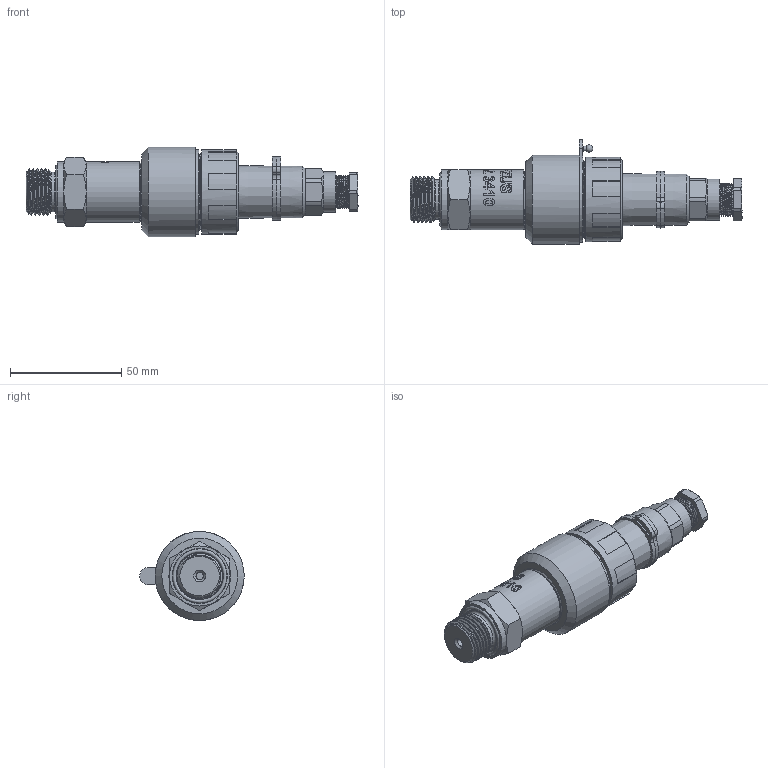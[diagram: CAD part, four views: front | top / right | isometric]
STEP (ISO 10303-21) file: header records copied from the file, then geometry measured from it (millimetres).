
FILE_DESCRIPTION(/* description */ (''),/* implementation_level */ '2;1');
FILE_NAME(/* name */ 'APZ3410_3_Buccaneer.step',/* time_stamp */ '2021-06-25T13:19:02+03:00',/* author */ (''),/* organization */ (''),/* preprocessor_version */ 'ST-DEVELOPER v18.1',/* originating_system */ 'Autodesk Translation Framework v10.9.0.1377',/* authorisation */ '');
FILE_SCHEMA (('AUTOMOTIVE_DESIGN { 1 0 10303 214 3 1 1 }'));
Length unit declared in the file: millimetre
Products named in the file (9): апз3410_filled; Buccaneer assembly v5; Bucaneer female v5; px0736-s; px0736-s_2; Bucaneer male v11; px0735-p; px0735-p_1; G 1/2 DIN
Assembly tree (8 placements, depth 5):
  апз3410_filled
    Buccaneer assembly v5
      Bucaneer female v5
        px0736-s
          px0736-s_2
      Bucaneer male v11
        px0735-p
          px0735-p_1
    G 1/2 DIN
Bounding box: 149.05 x 46.89 x 40 mm (x, y, z)
Volume: 78051.2 mm3; surface area: 48713.4 mm2
Topology: 14 solids, 18 shells, 1662 faces, 4578 edges, 3009 vertices
Faces by surface type: plane 1011, bspline 272, cylinder 226, cone 123, torus 19, sphere 11
Full cylindrical faces by diameter (mm): 2.03 x1, 2.413 x4, 2.439 x6, 2.459 x2, 2.464 x2, 2.87 x4, 3 x4, 3.3 x1, 3.302 x6, 3.734 x2, 4.1 x6, 4.19 x2, 4.47 x2, 8.255 x1, 9.53 x2, 11.938 x1, 12.09 x1, 13.716 x1, 13.741 x5, 14.021 x1, 14.884 x6, 15.062 x9, 16.61 x1, 17 x1, 17.8 x1, 18 x1, 18.42 x1, 18.631 x5, 20.1 x2, 20.447 x1
Entity records: 88110 total; most frequent: CARTESIAN_POINT 47617, ORIENTED_EDGE 9130, DIRECTION 7104, EDGE_CURVE 4565, VERTEX_POINT 3009, LINE 2936, VECTOR 2936, AXIS2_PLACEMENT_3D 2084
